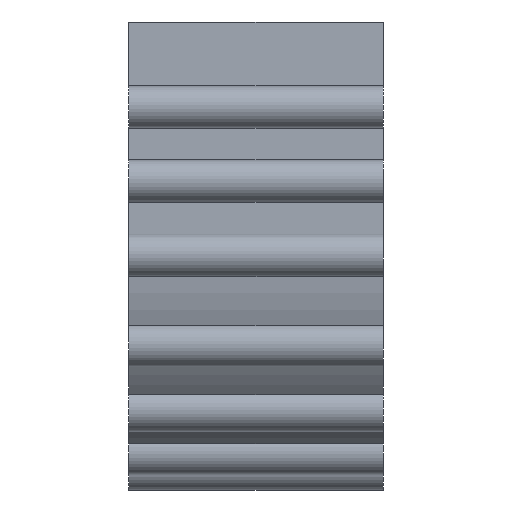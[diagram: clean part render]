
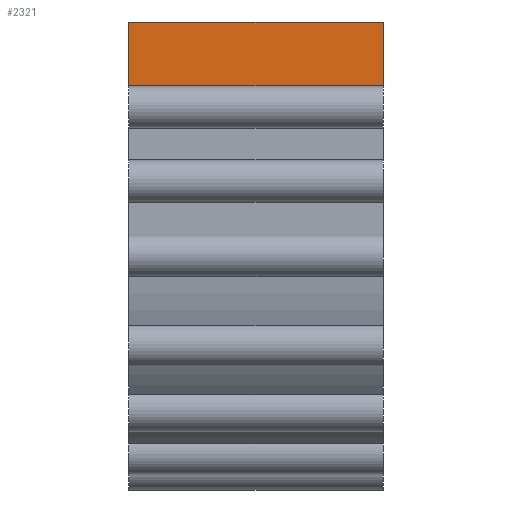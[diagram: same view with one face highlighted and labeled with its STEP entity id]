
A CAD part, left-side view. The second image highlights one B-rep face of the part: STEP entity #2321.
In plain terms, the highlighted planar face has unit normal (-1, 0, 0).
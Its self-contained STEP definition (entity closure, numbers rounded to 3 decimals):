
#56=PLANE('',#2489);
#214=FACE_OUTER_BOUND('',#342,.T.);
#342=EDGE_LOOP('',(#2038,#2039,#2040,#2041));
#632=LINE('',#6974,#747);
#647=LINE('',#7672,#762);
#650=LINE('',#7681,#765);
#651=LINE('',#7684,#766);
#747=VECTOR('',#2719,10.);
#762=VECTOR('',#2804,10.);
#765=VECTOR('',#2813,10.);
#766=VECTOR('',#2818,10.);
#984=VERTEX_POINT('',#6971);
#985=VERTEX_POINT('',#6973);
#988=VERTEX_POINT('',#7620);
#1016=VERTEX_POINT('',#7680);
#1306=EDGE_CURVE('',#984,#985,#632,.T.);
#1352=EDGE_CURVE('',#985,#988,#647,.T.);
#1356=EDGE_CURVE('',#1016,#988,#650,.T.);
#1358=EDGE_CURVE('',#1016,#984,#651,.T.);
#2038=ORIENTED_EDGE('',*,*,#1356,.T.);
#2039=ORIENTED_EDGE('',*,*,#1352,.F.);
#2040=ORIENTED_EDGE('',*,*,#1306,.F.);
#2041=ORIENTED_EDGE('',*,*,#1358,.F.);
#2321=ADVANCED_FACE('',(#214),#56,.T.);
#2489=AXIS2_PLACEMENT_3D('',#7734,#2864,#2865);
#2719=DIRECTION('',(0.,-1.,0.));
#2804=DIRECTION('',(0.,0.,-1.));
#2813=DIRECTION('',(0.,-1.,0.));
#2818=DIRECTION('',(0.,0.,1.));
#2864=DIRECTION('center_axis',(-1.,0.,0.));
#2865=DIRECTION('ref_axis',(0.,0.,1.));
#6971=CARTESIAN_POINT('',(-10.,65.,11.));
#6973=CARTESIAN_POINT('',(-10.,53.,11.));
#6974=CARTESIAN_POINT('',(-10.,60.,11.));
#7620=CARTESIAN_POINT('',(-10.,53.,7.999));
#7672=CARTESIAN_POINT('',(-10.,53.,0.));
#7680=CARTESIAN_POINT('',(-10.,65.,7.999));
#7681=CARTESIAN_POINT('',(-10.,60.,7.999));
#7684=CARTESIAN_POINT('',(-10.,65.,0.));
#7734=CARTESIAN_POINT('Origin',(-10.,60.,0.));
